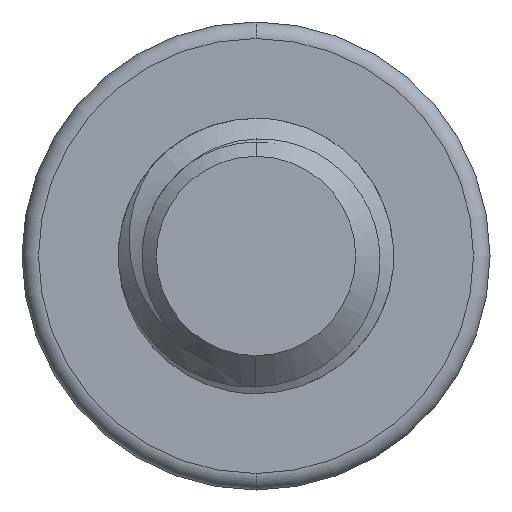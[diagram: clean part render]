
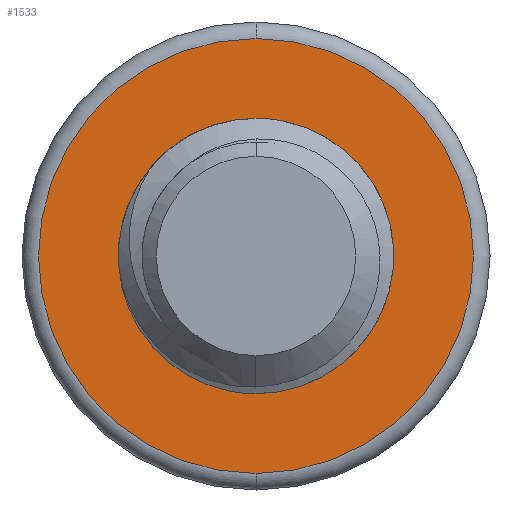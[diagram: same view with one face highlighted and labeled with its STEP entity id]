
A CAD part, front view. The second image highlights one B-rep face of the part: STEP entity #1533.
In plain terms, the highlighted planar face has unit normal (0, -1, 0).
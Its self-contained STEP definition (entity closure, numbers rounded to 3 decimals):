
#9 = CARTESIAN_POINT ( 'NONE',  ( 1.976, 22., 1.03 ) ) ;
#91 = CARTESIAN_POINT ( 'NONE',  ( -0.189, 22., -2.484 ) ) ;
#338 = CARTESIAN_POINT ( 'NONE',  ( 0., 22., -2.5 ) ) ;
#388 = B_SPLINE_CURVE_WITH_KNOTS ( 'NONE', 3,
 ( #2815, #91, #3931, #1176, #3327, #6144, #5608, #646, #2312, #3795, #6008, #1045, #2169, #3250, #504, #574, #2781, #4992 ),
 .UNSPECIFIED., .F., .F.,
 ( 4, 2, 2, 2, 2, 2, 2, 2, 4 ),
 ( 0., 0.001, 0.001, 0.002, 0.002, 0.003, 0.003, 0.004, 0.004 ),
 .UNSPECIFIED. ) ;
#469 = EDGE_CURVE ( 'NONE', #3551, #6049, #5482, .T. ) ;
#504 = CARTESIAN_POINT ( 'NONE',  ( -2.153, 22., 0.079 ) ) ;
#574 = CARTESIAN_POINT ( 'NONE',  ( -2.068, 22., 0.448 ) ) ;
#623 = AXIS2_PLACEMENT_3D ( 'NONE', #2969, #660, #6846 ) ;
#646 = CARTESIAN_POINT ( 'NONE',  ( -1.633, 22., -1.671 ) ) ;
#660 = DIRECTION ( 'NONE',  ( 0., 1., 0. ) ) ;
#754 = CARTESIAN_POINT ( 'NONE',  ( 0.791, 22., 1.91 ) ) ;
#970 = ORIENTED_EDGE ( 'NONE', *, *, #469, .T. ) ;
#1035 = CARTESIAN_POINT ( 'NONE',  ( 1.993, 22., -1.467 ) ) ;
#1045 = CARTESIAN_POINT ( 'NONE',  ( -2.125, 22., -0.67 ) ) ;
#1054 = CARTESIAN_POINT ( 'NONE',  ( -1.91, 22., 0.791 ) ) ;
#1118 = CARTESIAN_POINT ( 'NONE',  ( -0.533, 22., 2.002 ) ) ;
#1133 = CARTESIAN_POINT ( 'NONE',  ( 2.314, 22., -0.591 ) ) ;
#1176 = CARTESIAN_POINT ( 'NONE',  ( -0.727, 22., -2.33 ) ) ;
#1268 = AXIS2_PLACEMENT_3D ( 'NONE', #6347, #2000, #1934 ) ;
#1516 = VERTEX_POINT ( 'NONE', #6194 ) ;
#1533 = ADVANCED_FACE ( 'NONE', ( #3549, #4049 ), #4598, .F. ) ;
#1604 = CARTESIAN_POINT ( 'NONE',  ( 0.273, 22., 2.067 ) ) ;
#1617 = CARTESIAN_POINT ( 'NONE',  ( 1.89, 22., -1.623 ) ) ;
#1638 = CARTESIAN_POINT ( 'NONE',  ( -0.135, 22., 2.067 ) ) ;
#1711 = CARTESIAN_POINT ( 'NONE',  ( 0.791, 22., 1.91 ) ) ;
#1934 = DIRECTION ( 'NONE',  ( 0., 0., 1. ) ) ;
#2000 = DIRECTION ( 'NONE',  ( 0., -1., 0. ) ) ;
#2049 = DIRECTION ( 'NONE',  ( 0., 1., 0. ) ) ;
#2169 = CARTESIAN_POINT ( 'NONE',  ( -2.156, 22., -0.482 ) ) ;
#2191 = CARTESIAN_POINT ( 'NONE',  ( 1.609, 22., 1.459 ) ) ;
#2223 = DIRECTION ( 'NONE',  ( 0., -1., 0. ) ) ;
#2248 = CARTESIAN_POINT ( 'NONE',  ( 0.539, 22., 2.014 ) ) ;
#2312 = CARTESIAN_POINT ( 'NONE',  ( -1.749, 22., -1.524 ) ) ;
#2544 = CIRCLE ( 'NONE', #1268, 3.95 ) ;
#2718 = CARTESIAN_POINT ( 'NONE',  ( -0.915, 22., 1.859 ) ) ;
#2770 = CARTESIAN_POINT ( 'NONE',  ( 0.973, 22., 1.857 ) ) ;
#2781 = CARTESIAN_POINT ( 'NONE',  ( -2.001, 22., 0.625 ) ) ;
#2815 = CARTESIAN_POINT ( 'NONE',  ( 0., 22., -2.5 ) ) ;
#2969 = CARTESIAN_POINT ( 'NONE',  ( 0., 22., 0. ) ) ;
#3250 = CARTESIAN_POINT ( 'NONE',  ( -2.169, 22., -0.107 ) ) ;
#3300 = CARTESIAN_POINT ( 'NONE',  ( -1.651, 22., 1.273 ) ) ;
#3327 = CARTESIAN_POINT ( 'NONE',  ( -0.901, 22., -2.25 ) ) ;
#3437 = EDGE_CURVE ( 'NONE', #1516, #5124, #6042, .T. ) ;
#3549 = FACE_OUTER_BOUND ( 'NONE', #5865, .T. ) ;
#3551 = VERTEX_POINT ( 'NONE', #3773 ) ;
#3769 = CARTESIAN_POINT ( 'NONE',  ( -0.665, 22., 1.962 ) ) ;
#3773 = CARTESIAN_POINT ( 'NONE',  ( -1.91, 22., 0.791 ) ) ;
#3795 = CARTESIAN_POINT ( 'NONE',  ( -1.942, 22., -1.203 ) ) ;
#3839 = CARTESIAN_POINT ( 'NONE',  ( -1.805, 22., 1.043 ) ) ;
#3856 = CARTESIAN_POINT ( 'NONE',  ( 1.768, 22., -1.768 ) ) ;
#3931 = CARTESIAN_POINT ( 'NONE',  ( -0.372, 22., -2.447 ) ) ;
#4049 = FACE_BOUND ( 'NONE', #5327, .T. ) ;
#4180 = CARTESIAN_POINT ( 'NONE',  ( 0., 22., 0. ) ) ;
#4399 = CARTESIAN_POINT ( 'NONE',  ( 2.336, 22., -0.027 ) ) ;
#4417 = CARTESIAN_POINT ( 'NONE',  ( -1.259, 22., 1.645 ) ) ;
#4449 = VERTEX_POINT ( 'NONE', #6122 ) ;
#4598 = PLANE ( 'NONE',  #623 ) ;
#4752 = VERTEX_POINT ( 'NONE', #338 ) ;
#4794 = AXIS2_PLACEMENT_3D ( 'NONE', #4180, #2049, #7048 ) ;
#4805 = EDGE_CURVE ( 'NONE', #6049, #4449, #6259, .T. ) ;
#4943 = ORIENTED_EDGE ( 'NONE', *, *, #5164, .T. ) ;
#4968 = CARTESIAN_POINT ( 'NONE',  ( -1.033, 22., 1.795 ) ) ;
#4992 = CARTESIAN_POINT ( 'NONE',  ( -1.91, 22., 0.791 ) ) ;
#5124 = VERTEX_POINT ( 'NONE', #6894 ) ;
#5164 = EDGE_CURVE ( 'NONE', #5124, #1516, #2544, .T. ) ;
#5327 = EDGE_LOOP ( 'NONE', ( #7065, #6990, #7094, #970 ) ) ;
#5418 = CARTESIAN_POINT ( 'NONE',  ( 2.155, 22., 0.701 ) ) ;
#5482 = B_SPLINE_CURVE_WITH_KNOTS ( 'NONE', 3,
 ( #1054, #3839, #3300, #7175, #4417, #4968, #2718, #3769, #1118, #6600, #1638, #1604, #2248, #1711 ),
 .UNSPECIFIED., .F., .F.,
 ( 4, 2, 2, 2, 2, 2, 4 ),
 ( 0., 0.001, 0.001, 0.002, 0.002, 0.002, 0.003 ),
 .UNSPECIFIED. ) ;
#5526 = CARTESIAN_POINT ( 'NONE',  ( 2.315, 22., 0.159 ) ) ;
#5559 = CARTESIAN_POINT ( 'NONE',  ( 2.162, 22., -1.134 ) ) ;
#5597 = DIRECTION ( 'NONE',  ( 0., 0., 1. ) ) ;
#5608 = CARTESIAN_POINT ( 'NONE',  ( -1.367, 22., -1.937 ) ) ;
#5661 = CARTESIAN_POINT ( 'NONE',  ( 0., 22., 0. ) ) ;
#5733 = ORIENTED_EDGE ( 'NONE', *, *, #3437, .T. ) ;
#5865 = EDGE_LOOP ( 'NONE', ( #4943, #5733 ) ) ;
#5921 = AXIS2_PLACEMENT_3D ( 'NONE', #5661, #2223, #5597 ) ;
#5960 = CARTESIAN_POINT ( 'NONE',  ( 1.864, 22., 1.185 ) ) ;
#5996 = EDGE_CURVE ( 'NONE', #4752, #3551, #388, .T. ) ;
#5997 = CARTESIAN_POINT ( 'NONE',  ( 2.227, 22., -0.955 ) ) ;
#6008 = CARTESIAN_POINT ( 'NONE',  ( -2.019, 22., -1.028 ) ) ;
#6042 = CIRCLE ( 'NONE', #5921, 3.95 ) ;
#6049 = VERTEX_POINT ( 'NONE', #754 ) ;
#6099 = CARTESIAN_POINT ( 'NONE',  ( 2.336, 22., -0.404 ) ) ;
#6122 = CARTESIAN_POINT ( 'NONE',  ( 1.768, 22., -1.768 ) ) ;
#6144 = CARTESIAN_POINT ( 'NONE',  ( -1.219, 22., -2.054 ) ) ;
#6194 = CARTESIAN_POINT ( 'NONE',  ( 0., 22., -3.95 ) ) ;
#6259 = B_SPLINE_CURVE_WITH_KNOTS ( 'NONE', 3,
 ( #6509, #2770, #7120, #7153, #2191, #5960, #9, #5418, #7085, #5526, #4399, #6099, #1133, #5997, #5559, #1035, #1617, #3856 ),
 .UNSPECIFIED., .F., .F.,
 ( 4, 2, 2, 2, 2, 2, 2, 2, 4 ),
 ( 0., 0.001, 0.001, 0.002, 0.002, 0.003, 0.003, 0.004, 0.004 ),
 .UNSPECIFIED. ) ;
#6347 = CARTESIAN_POINT ( 'NONE',  ( 0., 22., 0. ) ) ;
#6352 = EDGE_CURVE ( 'NONE', #4449, #4752, #6868, .T. ) ;
#6509 = CARTESIAN_POINT ( 'NONE',  ( 0.791, 22., 1.91 ) ) ;
#6600 = CARTESIAN_POINT ( 'NONE',  ( -0.269, 22., 2.054 ) ) ;
#6846 = DIRECTION ( 'NONE',  ( 0., 0., 1. ) ) ;
#6868 = CIRCLE ( 'NONE', #4794, 2.5 ) ;
#6894 = CARTESIAN_POINT ( 'NONE',  ( 0., 22., 3.95 ) ) ;
#6990 = ORIENTED_EDGE ( 'NONE', *, *, #6352, .T. ) ;
#7048 = DIRECTION ( 'NONE',  ( 0., 0., 1. ) ) ;
#7065 = ORIENTED_EDGE ( 'NONE', *, *, #4805, .T. ) ;
#7085 = CARTESIAN_POINT ( 'NONE',  ( 2.224, 22., 0.524 ) ) ;
#7094 = ORIENTED_EDGE ( 'NONE', *, *, #5996, .T. ) ;
#7120 = CARTESIAN_POINT ( 'NONE',  ( 1.144, 22., 1.78 ) ) ;
#7153 = CARTESIAN_POINT ( 'NONE',  ( 1.463, 22., 1.581 ) ) ;
#7175 = CARTESIAN_POINT ( 'NONE',  ( -1.365, 22., 1.558 ) ) ;
